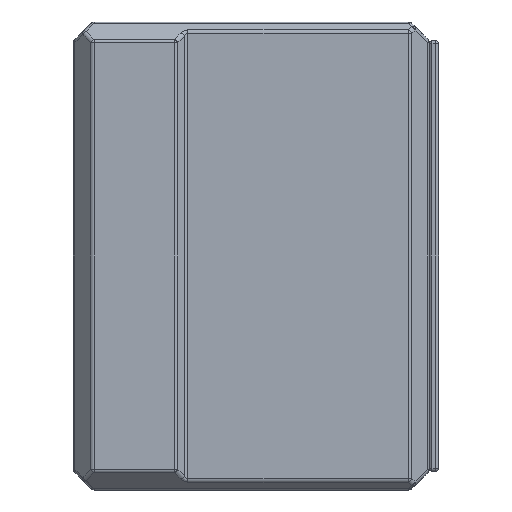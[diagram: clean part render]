
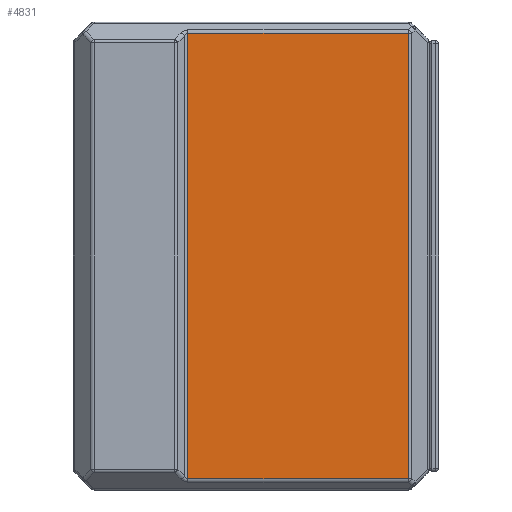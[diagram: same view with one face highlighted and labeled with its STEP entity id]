
A CAD part, left-side view. The second image highlights one B-rep face of the part: STEP entity #4831.
In plain terms, the highlighted planar face has unit normal (-1, 0, 0).
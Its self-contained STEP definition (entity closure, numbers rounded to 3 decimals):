
#545 = VERTEX_POINT ( 'NONE', #11477 ) ;
#599 = LINE ( 'NONE', #7306, #2317 ) ;
#902 = VERTEX_POINT ( 'NONE', #14553 ) ;
#1044 = EDGE_CURVE ( 'NONE', #20293, #902, #599, .T. ) ;
#1095 = DIRECTION ( 'NONE',  ( 0., 1., 0. ) ) ;
#2317 = VECTOR ( 'NONE', #15582, 1000. ) ;
#3007 = PLANE ( 'NONE',  #16390 ) ;
#3471 = LINE ( 'NONE', #9940, #10145 ) ;
#4575 = CARTESIAN_POINT ( 'NONE',  ( -23., 10.793, -23.793 ) ) ;
#4597 = DIRECTION ( 'NONE',  ( 1., 0., 0. ) ) ;
#4811 = LINE ( 'NONE', #18197, #19318 ) ;
#4831 = ADVANCED_FACE ( 'NONE', ( #5898 ), #3007, .F. ) ;
#5623 = EDGE_CURVE ( 'NONE', #13716, #20293, #8924, .T. ) ;
#5898 = FACE_OUTER_BOUND ( 'NONE', #13561, .T. ) ;
#7306 = CARTESIAN_POINT ( 'NONE',  ( -23., 0., -23.793 ) ) ;
#7641 = CARTESIAN_POINT ( 'NONE',  ( -23., 10.793, -24. ) ) ;
#8671 = DIRECTION ( 'NONE',  ( 0., 1., 0. ) ) ;
#8924 = LINE ( 'NONE', #7641, #14960 ) ;
#9494 = CARTESIAN_POINT ( 'NONE',  ( -23., 10.793, 23.793 ) ) ;
#9940 = CARTESIAN_POINT ( 'NONE',  ( -23., 0., 23.793 ) ) ;
#9962 = ORIENTED_EDGE ( 'NONE', *, *, #1044, .T. ) ;
#10145 = VECTOR ( 'NONE', #8671, 1000. ) ;
#11477 = CARTESIAN_POINT ( 'NONE',  ( -23., -12.793, 23.793 ) ) ;
#12015 = ORIENTED_EDGE ( 'NONE', *, *, #12492, .T. ) ;
#12488 = ORIENTED_EDGE ( 'NONE', *, *, #5623, .T. ) ;
#12492 = EDGE_CURVE ( 'NONE', #545, #13716, #3471, .T. ) ;
#13291 = ORIENTED_EDGE ( 'NONE', *, *, #20159, .T. ) ;
#13561 = EDGE_LOOP ( 'NONE', ( #12015, #12488, #9962, #13291 ) ) ;
#13716 = VERTEX_POINT ( 'NONE', #9494 ) ;
#14553 = CARTESIAN_POINT ( 'NONE',  ( -23., -12.793, -23.793 ) ) ;
#14960 = VECTOR ( 'NONE', #20620, 1000. ) ;
#15582 = DIRECTION ( 'NONE',  ( 0., -1., 0. ) ) ;
#16390 = AXIS2_PLACEMENT_3D ( 'NONE', #20777, #4597, #1095 ) ;
#18197 = CARTESIAN_POINT ( 'NONE',  ( -23., -12.793, 25. ) ) ;
#19318 = VECTOR ( 'NONE', #19482, 1000. ) ;
#19482 = DIRECTION ( 'NONE',  ( 0., 0., 1. ) ) ;
#20159 = EDGE_CURVE ( 'NONE', #902, #545, #4811, .T. ) ;
#20293 = VERTEX_POINT ( 'NONE', #4575 ) ;
#20620 = DIRECTION ( 'NONE',  ( 0., 0., -1. ) ) ;
#20777 = CARTESIAN_POINT ( 'NONE',  ( -23., 0., 25. ) ) ;
